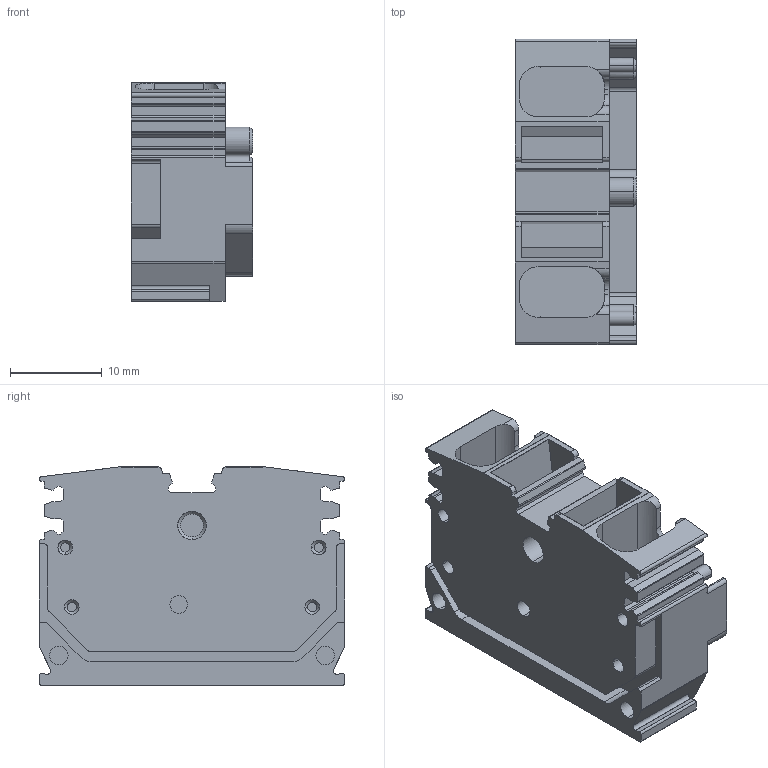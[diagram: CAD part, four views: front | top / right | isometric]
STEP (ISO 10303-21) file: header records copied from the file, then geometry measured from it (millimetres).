
FILE_DESCRIPTION(('CATIA V5 STEP Exchange','CAx-IF Rec.Pracs.--- Model Styling and Organization---1.4--- 2014-01-23'),'2;1');
FILE_NAME ('019077-3_1', '2019-07-24T11:34:24+00:00', ('none'), ('Weidmueller'), 'CATIA Version 5-6 Release 2016 SP3 HF44', 'CATIA V5 STEP AP214', 'none');
FILE_SCHEMA(('AUTOMOTIVE_DESIGN { 1 0 10303 214 1 1 1 1 }'));
Length unit declared in the file: millimetre
Products named in the file (1): 1704570000_ZDUB_2-5-2-4AN-DM_GE
Bounding box: 13.2 x 33.2 x 23.8 mm (x, y, z)
Volume: 6277 mm3; surface area: 4413.4 mm2
Topology: 3 solids, 3 shells, 298 faces, 808 edges, 532 vertices
Faces by surface type: plane 174, cylinder 104, cone 20
Entity records: 9292 total; most frequent: CARTESIAN_POINT 1869, ORIENTED_EDGE 1616, DIRECTION 1346, EDGE_CURVE 808, VECTOR 576, LINE 576, VERTEX_POINT 532, AXIS2_PLACEMENT_3D 484
